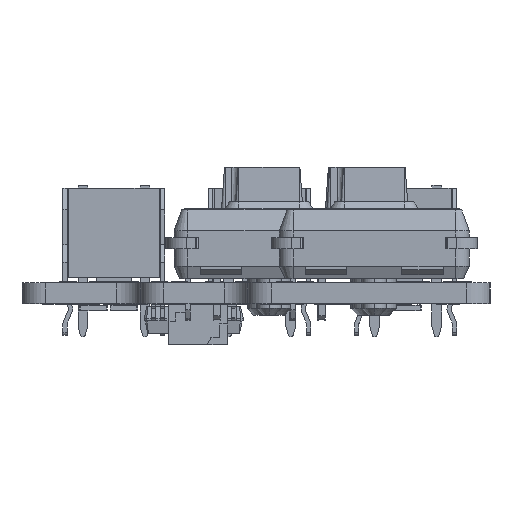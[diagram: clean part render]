
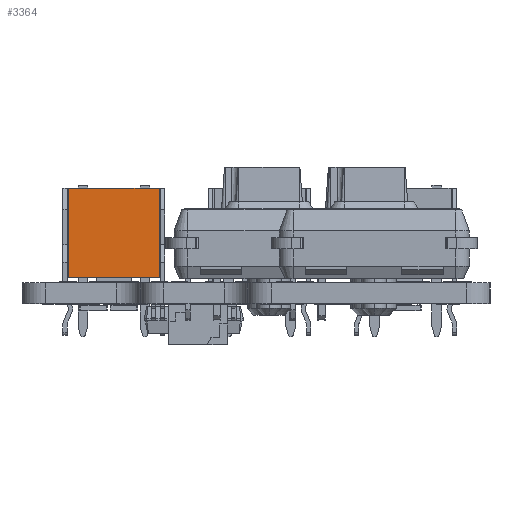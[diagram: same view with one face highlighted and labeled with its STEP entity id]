
A CAD part, left-side view. The second image highlights one B-rep face of the part: STEP entity #3364.
In plain terms, the highlighted face is planar.
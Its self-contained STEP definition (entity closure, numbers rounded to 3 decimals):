
#3112 = VERTEX_POINT('',#3113);
#3113 = CARTESIAN_POINT('',(5.545,-0.94,0.3));
#3121 = VERTEX_POINT('',#3122);
#3122 = CARTESIAN_POINT('',(-1.055,-0.94,0.3));
#3128 = EDGE_CURVE('',#3112,#3121,#3129,.T.);
#3129 = LINE('',#3130,#3131);
#3130 = CARTESIAN_POINT('',(5.545,-0.94,0.3));
#3131 = VECTOR('',#3132,1.);
#3132 = DIRECTION('',(-1.,0.,0.));
#3211 = VERTEX_POINT('',#3212);
#3212 = CARTESIAN_POINT('',(5.545,-0.94,6.8));
#3220 = EDGE_CURVE('',#3211,#3112,#3221,.T.);
#3221 = LINE('',#3222,#3223);
#3222 = CARTESIAN_POINT('',(5.545,-0.94,6.8));
#3223 = VECTOR('',#3224,1.);
#3224 = DIRECTION('',(0.,0.,-1.));
#3237 = VERTEX_POINT('',#3238);
#3238 = CARTESIAN_POINT('',(-1.055,-0.94,6.8));
#3244 = EDGE_CURVE('',#3121,#3237,#3245,.T.);
#3245 = LINE('',#3246,#3247);
#3246 = CARTESIAN_POINT('',(-1.055,-0.94,0.3));
#3247 = VECTOR('',#3248,1.);
#3248 = DIRECTION('',(0.,0.,1.));
#3261 = EDGE_CURVE('',#3237,#3211,#3262,.T.);
#3262 = LINE('',#3263,#3264);
#3263 = CARTESIAN_POINT('',(-1.055,-0.94,6.8));
#3264 = VECTOR('',#3265,1.);
#3265 = DIRECTION('',(1.,0.,0.));
#3364 = ADVANCED_FACE('',(#3365),#3371,.T.);
#3365 = FACE_BOUND('',#3366,.F.);
#3366 = EDGE_LOOP('',(#3367,#3368,#3369,#3370));
#3367 = ORIENTED_EDGE('',*,*,#3128,.T.);
#3368 = ORIENTED_EDGE('',*,*,#3244,.T.);
#3369 = ORIENTED_EDGE('',*,*,#3261,.T.);
#3370 = ORIENTED_EDGE('',*,*,#3220,.T.);
#3371 = PLANE('',#3372);
#3372 = AXIS2_PLACEMENT_3D('',#3373,#3374,#3375);
#3373 = CARTESIAN_POINT('',(5.545,-0.94,0.3));
#3374 = DIRECTION('',(0.,-1.,0.));
#3375 = DIRECTION('',(0.,0.,1.));
